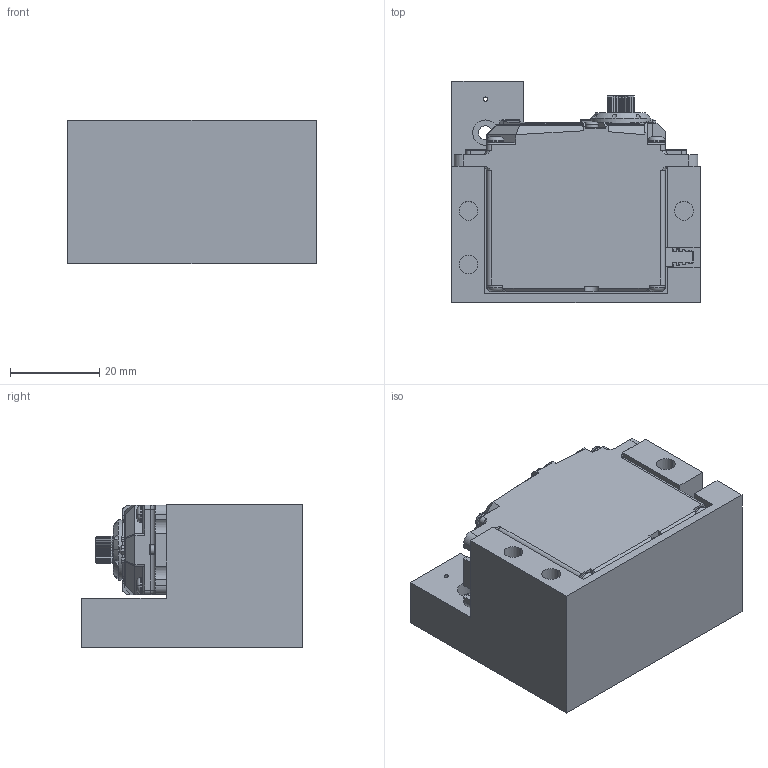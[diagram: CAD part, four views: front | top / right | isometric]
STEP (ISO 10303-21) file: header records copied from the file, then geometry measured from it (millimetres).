
FILE_DESCRIPTION((''),'2;1');
FILE_NAME('MOTOR_2_RIGHT_MIRROR','2022-08-05T11:28:06',('andyc'),(''),'CREO PARAMETRIC BY PTC INC, 2021404','CREO PARAMETRIC BY PTC INC, 2021404','');
FILE_SCHEMA(('CONFIG_CONTROL_DESIGN'));
Length unit declared in the file: inch
Products named in the file (1): MOTOR_2_RIGHT_MIRROR
Bounding box: 55.5 x 49.5 x 32 mm (x, y, z)
Volume: 43467.4 mm3; surface area: 26097.5 mm2
Topology: 1 solids, 1 shells, 1435 faces, 3885 edges, 2496 vertices
Faces by surface type: plane 587, cylinder 490, cone 258, torus 60, bspline 40
Entity records: 54841 total; most frequent: CARTESIAN_POINT 18395, ORIENTED_EDGE 7770, DIRECTION 7617, EDGE_CURVE 3885, AXIS2_PLACEMENT_3D 2764, VERTEX_POINT 2496, VECTOR 2089, LINE 2089
